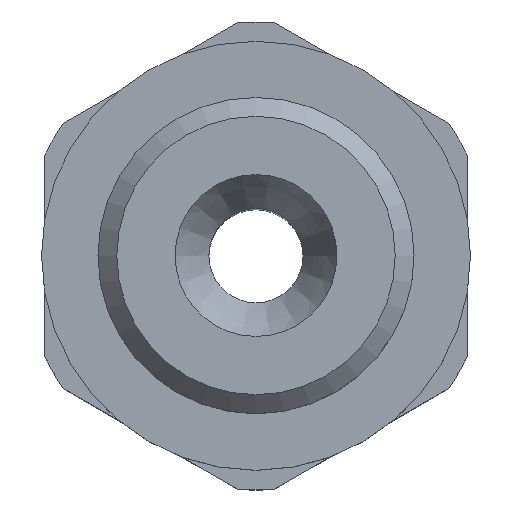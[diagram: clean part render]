
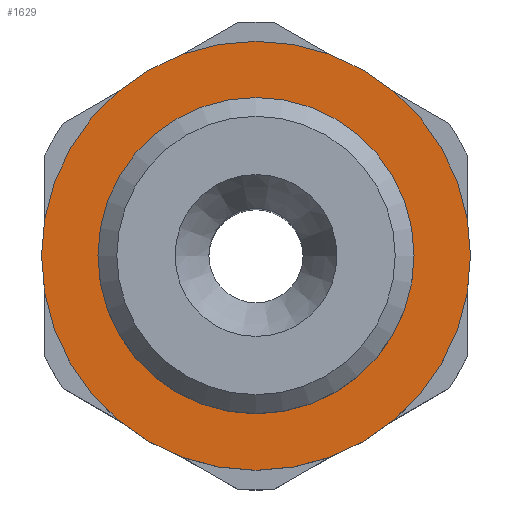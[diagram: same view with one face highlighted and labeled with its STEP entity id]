
A CAD part, top view. The second image highlights one B-rep face of the part: STEP entity #1629.
In plain terms, the highlighted planar face has unit normal (0, 0, 1).
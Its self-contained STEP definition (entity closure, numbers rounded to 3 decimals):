
#436=ORIENTED_EDGE('',*,*,#627,.F.);
#437=ORIENTED_EDGE('',*,*,#631,.T.);
#627=EDGE_CURVE('',#734,#734,#829,.T.);
#631=EDGE_CURVE('',#738,#738,#833,.T.);
#734=VERTEX_POINT('',#2629);
#738=VERTEX_POINT('',#2641);
#829=CIRCLE('',#1792,6.6);
#833=CIRCLE('',#1800,4.864);
#921=EDGE_LOOP('',(#436));
#922=EDGE_LOOP('',(#437));
#1019=FACE_BOUND('',#921,.T.);
#1020=FACE_BOUND('',#922,.T.);
#1045=PLANE('',#1801);
#1629=ADVANCED_FACE('',(#1019,#1020),#1045,.F.);
#1792=AXIS2_PLACEMENT_3D('',#2628,#2147,#2148);
#1800=AXIS2_PLACEMENT_3D('',#2640,#2163,#2164);
#1801=AXIS2_PLACEMENT_3D('',#2642,#2165,#2166);
#2147=DIRECTION('',(0.,0.,-1.));
#2148=DIRECTION('',(-1.,0.,0.));
#2163=DIRECTION('',(0.,0.,-1.));
#2164=DIRECTION('',(-1.,0.,0.));
#2165=DIRECTION('',(0.,0.,-1.));
#2166=DIRECTION('',(-1.,0.,0.));
#2628=CARTESIAN_POINT('',(0.,0.,-4.9));
#2629=CARTESIAN_POINT('',(-6.6,0.,-4.9));
#2640=CARTESIAN_POINT('',(0.,0.,-4.9));
#2641=CARTESIAN_POINT('',(-4.864,0.,-4.9));
#2642=CARTESIAN_POINT('',(0.,4.864,-4.9));
